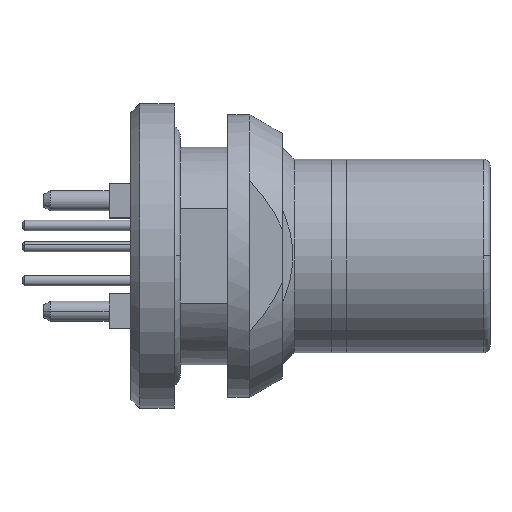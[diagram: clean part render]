
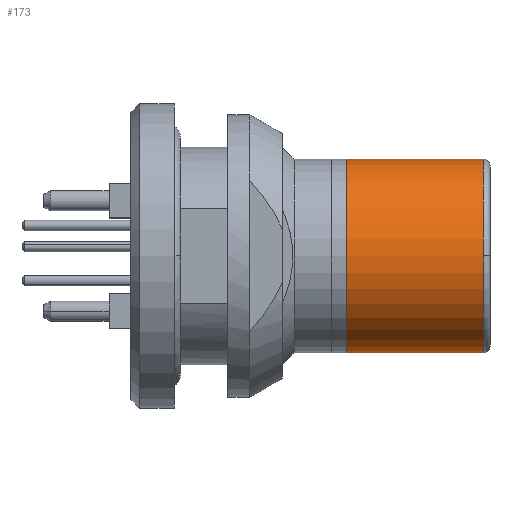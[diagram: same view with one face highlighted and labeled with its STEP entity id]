
A CAD part, top view. The second image highlights one B-rep face of the part: STEP entity #173.
In plain terms, the highlighted cylindrical face has radius 4.45 mm (diameter 8.9 mm), a partial arc.
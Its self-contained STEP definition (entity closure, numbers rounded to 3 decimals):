
#173=ADVANCED_FACE('',(#424),#425,.T.);
#424=FACE_OUTER_BOUND('',#771,.T.);
#425=CYLINDRICAL_SURFACE('',#772,4.45);
#771=EDGE_LOOP('',(#1234,#1235,#1236,#1237,#1238));
#772=AXIS2_PLACEMENT_3D('',#1239,#1240,#1241);
#1234=ORIENTED_EDGE('',*,*,#2105,.F.);
#1235=ORIENTED_EDGE('',*,*,#2106,.T.);
#1236=ORIENTED_EDGE('',*,*,#2107,.F.);
#1237=ORIENTED_EDGE('',*,*,#2108,.F.);
#1238=ORIENTED_EDGE('',*,*,#2101,.F.);
#1239=CARTESIAN_POINT('',(-3.3,0.,0.0));
#1240=DIRECTION('',(-1.0,0.0,0.0));
#1241=DIRECTION('',(0.0,1.0,0.0));
#2101=EDGE_CURVE('',#2551,#2553,#2554,.T.);
#2105=EDGE_CURVE('',#2559,#2551,#2560,.T.);
#2106=EDGE_CURVE('',#2559,#2561,#2562,.T.);
#2107=EDGE_CURVE('',#2563,#2561,#2564,.T.);
#2108=EDGE_CURVE('',#2553,#2563,#2565,.T.);
#2551=VERTEX_POINT('',#3238);
#2553=VERTEX_POINT('',#3240);
#2554=CIRCLE('',#3241,4.45);
#2559=VERTEX_POINT('',#3246);
#2560=LINE('',#3247,#3248);
#2561=VERTEX_POINT('',#3249);
#2562=CIRCLE('',#3250,4.45);
#2563=VERTEX_POINT('',#3251);
#2564=LINE('',#3252,#3253);
#2565=CIRCLE('',#3254,4.45);
#3238=CARTESIAN_POINT('',(-0.3,4.45,0.));
#3240=CARTESIAN_POINT('',(-0.3,0.,4.45));
#3241=AXIS2_PLACEMENT_3D('',#3894,#3895,#3896);
#3246=CARTESIAN_POINT('',(-6.6,4.45,0.));
#3247=CARTESIAN_POINT('',(-3.3,4.45,0.));
#3248=VECTOR('',#3903,1.0);
#3249=CARTESIAN_POINT('',(-6.6,-4.45,0.0));
#3250=AXIS2_PLACEMENT_3D('',#3904,#3905,#3906);
#3251=CARTESIAN_POINT('',(-0.3,-4.45,0.));
#3252=CARTESIAN_POINT('',(-3.3,-4.45,0.));
#3253=VECTOR('',#3907,1.0);
#3254=AXIS2_PLACEMENT_3D('',#3908,#3909,#3910);
#3894=CARTESIAN_POINT('',(-0.3,0.,0.0));
#3895=DIRECTION('',(1.0,0.,0.));
#3896=DIRECTION('',(0.,-1.0,0.));
#3903=DIRECTION('',(1.0,-0.0,-0.0));
#3904=CARTESIAN_POINT('',(-6.6,0.,0.0));
#3905=DIRECTION('',(1.0,0.,0.0));
#3906=DIRECTION('',(0.0,0.0,-1.0));
#3907=DIRECTION('',(-1.0,0.0,0.0));
#3908=CARTESIAN_POINT('',(-0.3,0.,0.0));
#3909=DIRECTION('',(1.0,0.,0.));
#3910=DIRECTION('',(0.,-1.0,0.));
